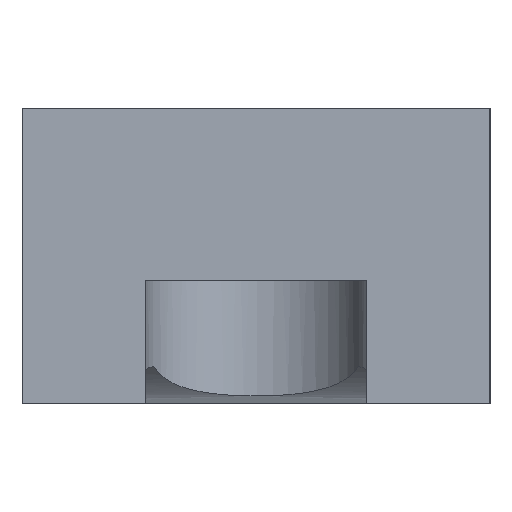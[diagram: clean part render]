
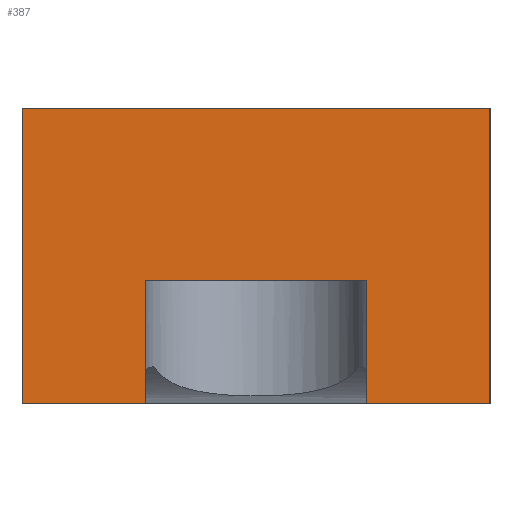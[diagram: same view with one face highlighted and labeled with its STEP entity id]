
A CAD part, left-side view. The second image highlights one B-rep face of the part: STEP entity #387.
In plain terms, the highlighted planar face has unit normal (-1, 0, 0).
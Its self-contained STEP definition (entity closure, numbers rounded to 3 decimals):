
#3 = CARTESIAN_POINT ( 'NONE',  ( -38., 9.5, 12. ) ) ;
#4 = ORIENTED_EDGE ( 'NONE', *, *, #16, .F. ) ;
#9 = VERTEX_POINT ( 'NONE', #650 ) ;
#16 = EDGE_CURVE ( 'NONE', #171, #9, #85, .T. ) ;
#32 = DIRECTION ( 'NONE',  ( 0., -1., 0. ) ) ;
#61 = DIRECTION ( 'NONE',  ( 0., 0., 1. ) ) ;
#74 = LINE ( 'NONE', #305, #646 ) ;
#75 = VECTOR ( 'NONE', #503, 1000. ) ;
#81 = EDGE_CURVE ( 'NONE', #578, #617, #274, .T. ) ;
#85 = LINE ( 'NONE', #362, #493 ) ;
#118 = CARTESIAN_POINT ( 'NONE',  ( -38., 4.5, 0. ) ) ;
#133 = VECTOR ( 'NONE', #32, 1000. ) ;
#160 = CARTESIAN_POINT ( 'NONE',  ( -38., 9.5, 0. ) ) ;
#163 = DIRECTION ( 'NONE',  ( -1., 0., 0. ) ) ;
#167 = DIRECTION ( 'NONE',  ( 0., 0., 1. ) ) ;
#171 = VERTEX_POINT ( 'NONE', #389 ) ;
#179 = ORIENTED_EDGE ( 'NONE', *, *, #677, .F. ) ;
#180 = LINE ( 'NONE', #278, #508 ) ;
#185 = VECTOR ( 'NONE', #527, 1000. ) ;
#186 = EDGE_CURVE ( 'NONE', #551, #9, #552, .T. ) ;
#201 = LINE ( 'NONE', #243, #185 ) ;
#212 = ORIENTED_EDGE ( 'NONE', *, *, #81, .T. ) ;
#237 = EDGE_CURVE ( 'NONE', #617, #238, #669, .T. ) ;
#238 = VERTEX_POINT ( 'NONE', #264 ) ;
#243 = CARTESIAN_POINT ( 'NONE',  ( -38., 9.5, 12. ) ) ;
#264 = CARTESIAN_POINT ( 'NONE',  ( -38., -4.5, 5. ) ) ;
#274 = LINE ( 'NONE', #499, #541 ) ;
#278 = CARTESIAN_POINT ( 'NONE',  ( -38., 9.5, 0. ) ) ;
#285 = ORIENTED_EDGE ( 'NONE', *, *, #237, .T. ) ;
#294 = CARTESIAN_POINT ( 'NONE',  ( -38., -4.5, 12. ) ) ;
#305 = CARTESIAN_POINT ( 'NONE',  ( -38., 9.5, 12. ) ) ;
#320 = CARTESIAN_POINT ( 'NONE',  ( -38., 9.5, 5. ) ) ;
#339 = CARTESIAN_POINT ( 'NONE',  ( -38., 9.5, 12. ) ) ;
#360 = EDGE_CURVE ( 'NONE', #361, #578, #180, .T. ) ;
#361 = VERTEX_POINT ( 'NONE', #160 ) ;
#362 = CARTESIAN_POINT ( 'NONE',  ( -38., -9.5, 12. ) ) ;
#384 = ORIENTED_EDGE ( 'NONE', *, *, #186, .T. ) ;
#387 = ADVANCED_FACE ( 'NONE', ( #449 ), #403, .T. ) ;
#389 = CARTESIAN_POINT ( 'NONE',  ( -38., -9.5, 12. ) ) ;
#391 = AXIS2_PLACEMENT_3D ( 'NONE', #339, #163, #728 ) ;
#403 = PLANE ( 'NONE',  #391 ) ;
#410 = ORIENTED_EDGE ( 'NONE', *, *, #509, .F. ) ;
#449 = FACE_OUTER_BOUND ( 'NONE', #642, .T. ) ;
#453 = DIRECTION ( 'NONE',  ( 0., -1., 0. ) ) ;
#466 = VECTOR ( 'NONE', #61, 1000. ) ;
#479 = DIRECTION ( 'NONE',  ( 0., 0., -1. ) ) ;
#493 = VECTOR ( 'NONE', #479, 1000. ) ;
#498 = ORIENTED_EDGE ( 'NONE', *, *, #360, .T. ) ;
#499 = CARTESIAN_POINT ( 'NONE',  ( -38., 4.5, 12. ) ) ;
#503 = DIRECTION ( 'NONE',  ( 0., -1., 0. ) ) ;
#505 = CARTESIAN_POINT ( 'NONE',  ( -38., 4.5, 5. ) ) ;
#508 = VECTOR ( 'NONE', #453, 1000. ) ;
#509 = EDGE_CURVE ( 'NONE', #551, #238, #678, .T. ) ;
#510 = CARTESIAN_POINT ( 'NONE',  ( -38., -4.5, 0. ) ) ;
#520 = VERTEX_POINT ( 'NONE', #3 ) ;
#527 = DIRECTION ( 'NONE',  ( 0., 0., -1. ) ) ;
#541 = VECTOR ( 'NONE', #167, 1000. ) ;
#551 = VERTEX_POINT ( 'NONE', #510 ) ;
#552 = LINE ( 'NONE', #666, #75 ) ;
#578 = VERTEX_POINT ( 'NONE', #118 ) ;
#598 = DIRECTION ( 'NONE',  ( 0., -1., 0. ) ) ;
#617 = VERTEX_POINT ( 'NONE', #505 ) ;
#642 = EDGE_LOOP ( 'NONE', ( #498, #212, #285, #410, #384, #4, #179, #700 ) ) ;
#646 = VECTOR ( 'NONE', #598, 1000. ) ;
#650 = CARTESIAN_POINT ( 'NONE',  ( -38., -9.5, 0. ) ) ;
#666 = CARTESIAN_POINT ( 'NONE',  ( -38., 9.5, 0. ) ) ;
#669 = LINE ( 'NONE', #320, #133 ) ;
#677 = EDGE_CURVE ( 'NONE', #520, #171, #74, .T. ) ;
#678 = LINE ( 'NONE', #294, #466 ) ;
#700 = ORIENTED_EDGE ( 'NONE', *, *, #734, .T. ) ;
#728 = DIRECTION ( 'NONE',  ( 0., 0., 1. ) ) ;
#734 = EDGE_CURVE ( 'NONE', #520, #361, #201, .T. ) ;
